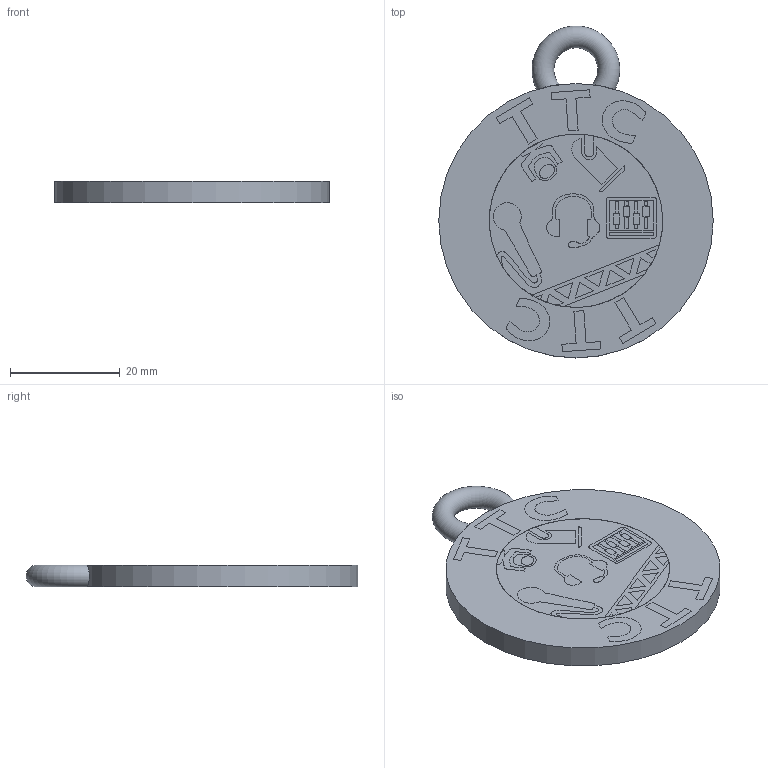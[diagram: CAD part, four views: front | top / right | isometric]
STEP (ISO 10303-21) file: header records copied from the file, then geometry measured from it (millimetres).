
FILE_DESCRIPTION(/* description */ ('STEP AP242','CAx-IF Rec.Pracs.---Representation and Presentation of Product Manufacturing Information (PMI)---4.0---2014-10-13','CAx-IF Rec.Pracs.---3D Tessellated Geometry---0.4---2014-09-14','2;1'),/* implementation_level */ '2;1');
FILE_NAME(/* name */ '669e2e654c2fef7b6f6b40e5',/* time_stamp */ '2024-07-22T10:03:18Z',/* author */ (''),/* organization */ (''),/* preprocessor_version */ 'ST-DEVELOPER v20',/* originating_system */ ' ',/* authorisation */ ' ');
FILE_SCHEMA (('AP242_MANAGED_MODEL_BASED_3D_ENGINEERING_MIM_LF { 1 0 10303 442 1 1 4 }'));
Length unit declared in the file: metre
Products named in the file (46): Part 45; Part 46; Part 44; Part 32; Part 34; Part 33; Part 42; Part 41; Part 40; Part 39; Part 38; Part 31; Part 30; Part 36; Part 35; Part 37; Part 43; Part 29; Part 28; Part 27; Part 26; Part 25; Part 24; Part 23; Part 22; Part 7; Part 20; Part 19; Part 21; Part 17; Part 16; Part 18; Part 14; Part 13; Part 15; Part 11; Part 12; Part 5; Part 10; Part 9 ...
Bounding box: 50.01 x 60.5 x 4 mm (x, y, z)
Volume: 8122.7 mm3; surface area: 10800.3 mm2
Topology: 46 solids, 46 shells, 512 faces, 1271 edges, 851 vertices
Faces by surface type: plane 409, cylinder 51, bspline 51, torus 1
Full cylindrical faces by diameter (mm): 31.615 x1, 50.014 x1
Entity records: 23207 total; most frequent: CARTESIAN_POINT 10040, ORIENTED_EDGE 2518, DIRECTION 2267, EDGE_CURVE 1259, LINE 1053, VECTOR 1053, VERTEX_POINT 850, AXIS2_PLACEMENT_3D 607
